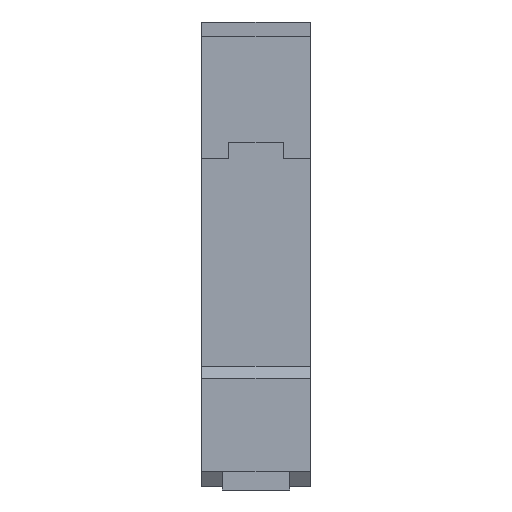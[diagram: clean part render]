
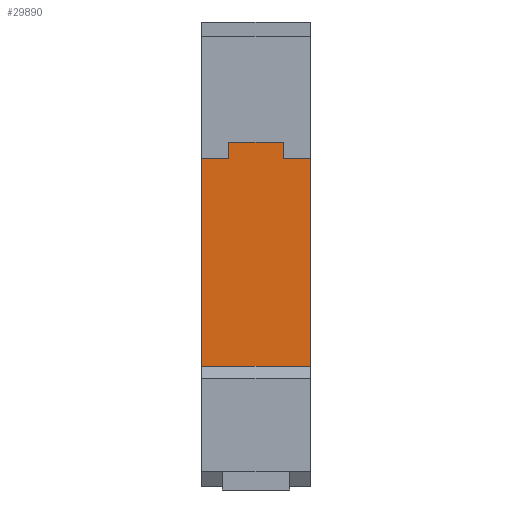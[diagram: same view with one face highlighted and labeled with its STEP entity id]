
A CAD part, front view. The second image highlights one B-rep face of the part: STEP entity #29890.
In plain terms, the highlighted planar face has unit normal (0, -1, 0).
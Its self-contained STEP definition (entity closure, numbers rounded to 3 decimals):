
#543 = DIRECTION ( 'NONE',  ( 0., 1., 0. ) ) ;
#611 = CARTESIAN_POINT ( 'NONE',  ( -9.001, -26.75, -18.65 ) ) ;
#2988 = CARTESIAN_POINT ( 'NONE',  ( 9., -26.75, 22.425 ) ) ;
#4271 = CARTESIAN_POINT ( 'NONE',  ( -9., -26.75, -18.65 ) ) ;
#5114 = DIRECTION ( 'NONE',  ( 1., 0., 0. ) ) ;
#5905 = ORIENTED_EDGE ( 'NONE', *, *, #35530, .F. ) ;
#8420 = VERTEX_POINT ( 'NONE', #4271 ) ;
#8830 = PLANE ( 'NONE',  #32770 ) ;
#9248 = LINE ( 'NONE', #611, #31957 ) ;
#9306 = EDGE_CURVE ( 'NONE', #20864, #8420, #9248, .T. ) ;
#10328 = CARTESIAN_POINT ( 'NONE',  ( 9., -26.75, -18.65 ) ) ;
#13327 = EDGE_LOOP ( 'NONE', ( #17830, #26036, #5905, #31234 ) ) ;
#14831 = DIRECTION ( 'NONE',  ( 0., 0., 1. ) ) ;
#17830 = ORIENTED_EDGE ( 'NONE', *, *, #19626, .F. ) ;
#19212 = CARTESIAN_POINT ( 'NONE',  ( 9., -26.75, 18.65 ) ) ;
#19626 = EDGE_CURVE ( 'NONE', #22500, #20864, #27605, .T. ) ;
#20864 = VERTEX_POINT ( 'NONE', #10328 ) ;
#21811 = CARTESIAN_POINT ( 'NONE',  ( -9.001, -26.75, 18.65 ) ) ;
#22344 = DIRECTION ( 'NONE',  ( -1., 0., 0. ) ) ;
#22500 = VERTEX_POINT ( 'NONE', #19212 ) ;
#22804 = DIRECTION ( 'NONE',  ( 0., 0., 1. ) ) ;
#23025 = EDGE_CURVE ( 'NONE', #28330, #22500, #32975, .T. ) ;
#23736 = LINE ( 'NONE', #31016, #26907 ) ;
#24499 = VECTOR ( 'NONE', #5114, 1000. ) ;
#26036 = ORIENTED_EDGE ( 'NONE', *, *, #23025, .F. ) ;
#26907 = VECTOR ( 'NONE', #14831, 1000. ) ;
#27605 = LINE ( 'NONE', #2988, #29311 ) ;
#27878 = CARTESIAN_POINT ( 'NONE',  ( -9.001, -26.75, 18.65 ) ) ;
#28330 = VERTEX_POINT ( 'NONE', #32370 ) ;
#29311 = VECTOR ( 'NONE', #30477, 1000. ) ;
#29890 = ADVANCED_FACE ( 'NONE', ( #34163 ), #8830, .F. ) ;
#30477 = DIRECTION ( 'NONE',  ( 0., 0., -1. ) ) ;
#31016 = CARTESIAN_POINT ( 'NONE',  ( -9., -26.75, 22.425 ) ) ;
#31234 = ORIENTED_EDGE ( 'NONE', *, *, #9306, .F. ) ;
#31957 = VECTOR ( 'NONE', #22344, 1000. ) ;
#32370 = CARTESIAN_POINT ( 'NONE',  ( -9., -26.75, 18.65 ) ) ;
#32770 = AXIS2_PLACEMENT_3D ( 'NONE', #27878, #543, #22804 ) ;
#32975 = LINE ( 'NONE', #21811, #24499 ) ;
#34163 = FACE_OUTER_BOUND ( 'NONE', #13327, .T. ) ;
#35530 = EDGE_CURVE ( 'NONE', #8420, #28330, #23736, .T. ) ;
